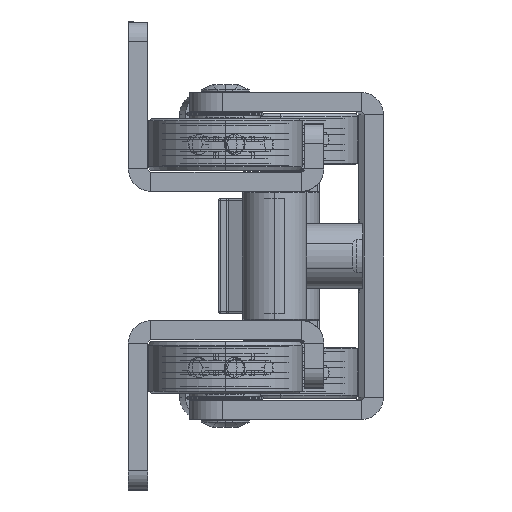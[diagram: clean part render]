
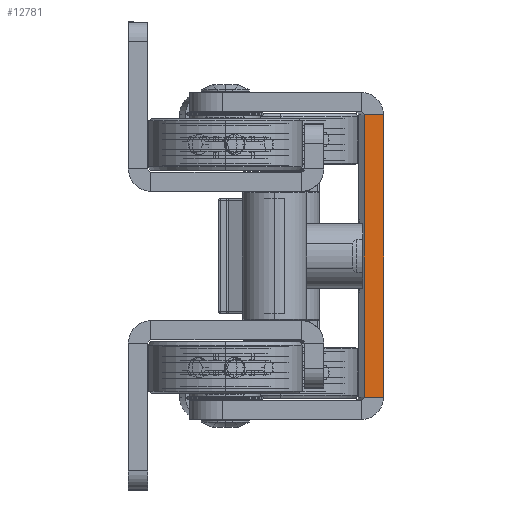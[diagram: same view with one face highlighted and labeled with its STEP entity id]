
A CAD part, left-side view. The second image highlights one B-rep face of the part: STEP entity #12781.
In plain terms, the highlighted face is planar.
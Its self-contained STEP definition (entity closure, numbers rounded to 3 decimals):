
#433 = ORIENTED_EDGE ( 'NONE', *, *, #12978, .F. ) ;
#884 = DIRECTION ( 'NONE',  ( 0., 1., 0. ) ) ;
#1452 = CARTESIAN_POINT ( 'NONE',  ( 900., 0., 22. ) ) ;
#1765 = PLANE ( 'NONE',  #19223 ) ;
#2180 = EDGE_LOOP ( 'NONE', ( #433, #14394, #15149, #19041 ) ) ;
#2986 = CARTESIAN_POINT ( 'NONE',  ( 900., -3., 22. ) ) ;
#4496 = CARTESIAN_POINT ( 'NONE',  ( 900., 0., -22. ) ) ;
#4637 = DIRECTION ( 'NONE',  ( 0., 0., -1. ) ) ;
#5025 = VECTOR ( 'NONE', #6905, 1000. ) ;
#5485 = CARTESIAN_POINT ( 'NONE',  ( 900., -3., -22. ) ) ;
#5866 = EDGE_CURVE ( 'NONE', #18363, #21832, #22972, .T. ) ;
#6003 = DIRECTION ( 'NONE',  ( 0., 0., -1. ) ) ;
#6905 = DIRECTION ( 'NONE',  ( 0., -1., 0. ) ) ;
#7513 = FACE_OUTER_BOUND ( 'NONE', #2180, .T. ) ;
#8027 = VECTOR ( 'NONE', #6003, 1000. ) ;
#8121 = CARTESIAN_POINT ( 'NONE',  ( 900., 0., 58. ) ) ;
#8882 = CARTESIAN_POINT ( 'NONE',  ( 900., -3., -22. ) ) ;
#9609 = DIRECTION ( 'NONE',  ( 0., 0., -1. ) ) ;
#9945 = VECTOR ( 'NONE', #884, 1000. ) ;
#11460 = EDGE_CURVE ( 'NONE', #15703, #23067, #11962, .T. ) ;
#11962 = LINE ( 'NONE', #21597, #18818 ) ;
#12781 = ADVANCED_FACE ( 'NONE', ( #7513 ), #1765, .T. ) ;
#12978 = EDGE_CURVE ( 'NONE', #21832, #23067, #18130, .T. ) ;
#14394 = ORIENTED_EDGE ( 'NONE', *, *, #5866, .F. ) ;
#15012 = DIRECTION ( 'NONE',  ( 1., 0., 0. ) ) ;
#15149 = ORIENTED_EDGE ( 'NONE', *, *, #19500, .F. ) ;
#15703 = VERTEX_POINT ( 'NONE', #20616 ) ;
#18130 = LINE ( 'NONE', #8882, #5025 ) ;
#18363 = VERTEX_POINT ( 'NONE', #1452 ) ;
#18616 = CARTESIAN_POINT ( 'NONE',  ( 900., -3., 58. ) ) ;
#18818 = VECTOR ( 'NONE', #4637, 1000. ) ;
#19041 = ORIENTED_EDGE ( 'NONE', *, *, #11460, .T. ) ;
#19223 = AXIS2_PLACEMENT_3D ( 'NONE', #18616, #15012, #9609 ) ;
#19500 = EDGE_CURVE ( 'NONE', #15703, #18363, #19932, .T. ) ;
#19932 = LINE ( 'NONE', #2986, #9945 ) ;
#20616 = CARTESIAN_POINT ( 'NONE',  ( 900., -3., 22. ) ) ;
#21597 = CARTESIAN_POINT ( 'NONE',  ( 900., -3., 58. ) ) ;
#21832 = VERTEX_POINT ( 'NONE', #4496 ) ;
#22972 = LINE ( 'NONE', #8121, #8027 ) ;
#23067 = VERTEX_POINT ( 'NONE', #5485 ) ;
